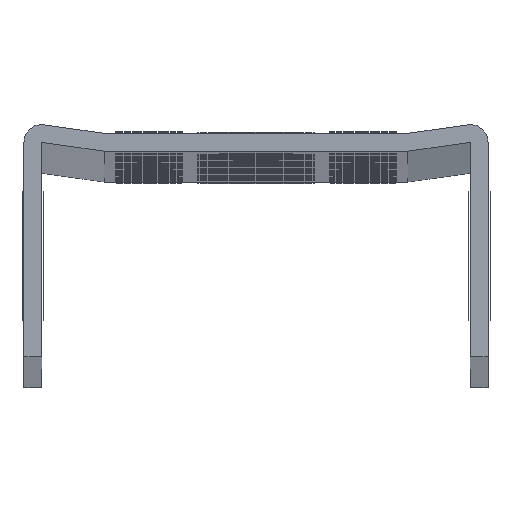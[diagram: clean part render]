
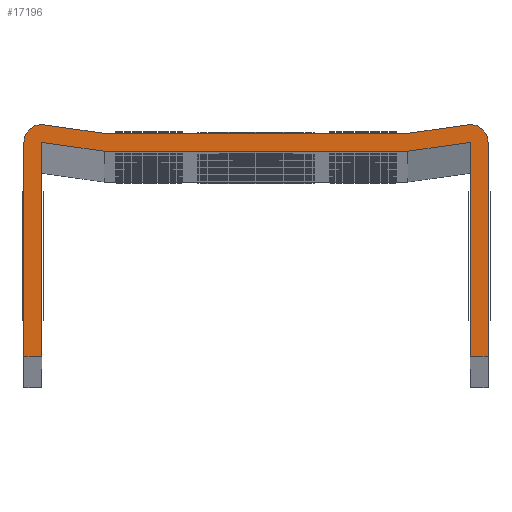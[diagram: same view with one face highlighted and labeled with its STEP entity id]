
A CAD part, top view. The second image highlights one B-rep face of the part: STEP entity #17196.
In plain terms, the highlighted planar face has unit normal (0, 0, 1).
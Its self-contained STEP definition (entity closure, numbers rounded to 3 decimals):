
#1997=PLANE('',#17876);
#2672=FACE_OUTER_BOUND('',#3348,.T.);
#3348=EDGE_LOOP('',(#14476,#14477,#14478,#14479,#14480,#14481,#14482,#14483,
#14484,#14485,#14486,#14487,#14488,#14489));
#4024=LINE('',#23132,#6438);
#4027=LINE('',#23138,#6441);
#4028=LINE('',#23140,#6442);
#4029=LINE('',#23142,#6443);
#4030=LINE('',#23146,#6444);
#4031=LINE('',#23148,#6445);
#4032=LINE('',#23150,#6446);
#4033=LINE('',#23152,#6447);
#4034=LINE('',#23154,#6448);
#4035=LINE('',#23156,#6449);
#4036=LINE('',#23158,#6450);
#4037=LINE('',#23159,#6451);
#6438=VECTOR('',#18828,1.);
#6441=VECTOR('',#18833,1.);
#6442=VECTOR('',#18834,1.);
#6443=VECTOR('',#18835,1.);
#6444=VECTOR('',#18838,1.);
#6445=VECTOR('',#18839,1.);
#6446=VECTOR('',#18840,1.);
#6447=VECTOR('',#18841,1.);
#6448=VECTOR('',#18842,1.);
#6449=VECTOR('',#18843,1.);
#6450=VECTOR('',#18844,1.);
#6451=VECTOR('',#18845,1.);
#8850=CIRCLE('',#17873,2.);
#8852=CIRCLE('',#17877,2.);
#9118=VERTEX_POINT('',#23122);
#9119=VERTEX_POINT('',#23123);
#9122=VERTEX_POINT('',#23131);
#9124=VERTEX_POINT('',#23137);
#9125=VERTEX_POINT('',#23139);
#9126=VERTEX_POINT('',#23141);
#9127=VERTEX_POINT('',#23143);
#9128=VERTEX_POINT('',#23145);
#9129=VERTEX_POINT('',#23147);
#9130=VERTEX_POINT('',#23149);
#9131=VERTEX_POINT('',#23151);
#9132=VERTEX_POINT('',#23153);
#9133=VERTEX_POINT('',#23155);
#9134=VERTEX_POINT('',#23157);
#11786=EDGE_CURVE('',#9118,#9119,#8850,.T.);
#11790=EDGE_CURVE('',#9122,#9119,#4024,.T.);
#11793=EDGE_CURVE('',#9118,#9124,#4027,.T.);
#11794=EDGE_CURVE('',#9124,#9125,#4028,.T.);
#11795=EDGE_CURVE('',#9125,#9126,#4029,.T.);
#11796=EDGE_CURVE('',#9127,#9126,#8852,.T.);
#11797=EDGE_CURVE('',#9127,#9128,#4030,.T.);
#11798=EDGE_CURVE('',#9128,#9129,#4031,.T.);
#11799=EDGE_CURVE('',#9130,#9129,#4032,.T.);
#11800=EDGE_CURVE('',#9130,#9131,#4033,.T.);
#11801=EDGE_CURVE('',#9131,#9132,#4034,.T.);
#11802=EDGE_CURVE('',#9132,#9133,#4035,.T.);
#11803=EDGE_CURVE('',#9133,#9134,#4036,.T.);
#11804=EDGE_CURVE('',#9134,#9122,#4037,.T.);
#14476=ORIENTED_EDGE('',*,*,#11786,.F.);
#14477=ORIENTED_EDGE('',*,*,#11793,.T.);
#14478=ORIENTED_EDGE('',*,*,#11794,.T.);
#14479=ORIENTED_EDGE('',*,*,#11795,.T.);
#14480=ORIENTED_EDGE('',*,*,#11796,.F.);
#14481=ORIENTED_EDGE('',*,*,#11797,.T.);
#14482=ORIENTED_EDGE('',*,*,#11798,.T.);
#14483=ORIENTED_EDGE('',*,*,#11799,.F.);
#14484=ORIENTED_EDGE('',*,*,#11800,.T.);
#14485=ORIENTED_EDGE('',*,*,#11801,.T.);
#14486=ORIENTED_EDGE('',*,*,#11802,.T.);
#14487=ORIENTED_EDGE('',*,*,#11803,.T.);
#14488=ORIENTED_EDGE('',*,*,#11804,.T.);
#14489=ORIENTED_EDGE('',*,*,#11790,.T.);
#17196=ADVANCED_FACE('',(#2672),#1997,.T.);
#17873=AXIS2_PLACEMENT_3D('',#23124,#18820,#18821);
#17876=AXIS2_PLACEMENT_3D('',#23136,#18831,#18832);
#17877=AXIS2_PLACEMENT_3D('',#23144,#18836,#18837);
#18820=DIRECTION('center_axis',(0.,0.,-1.));
#18821=DIRECTION('ref_axis',(0.707,0.707,0.));
#18828=DIRECTION('',(0.,1.,0.));
#18831=DIRECTION('center_axis',(0.,0.,1.));
#18832=DIRECTION('ref_axis',(1.,0.,0.));
#18833=DIRECTION('',(-0.99,-0.141,0.));
#18834=DIRECTION('',(-1.,0.,0.));
#18835=DIRECTION('',(-0.99,0.141,0.));
#18836=DIRECTION('center_axis',(0.,0.,-1.));
#18837=DIRECTION('ref_axis',(-0.707,0.707,0.));
#18838=DIRECTION('',(0.,-1.,0.));
#18839=DIRECTION('',(1.,0.,0.));
#18840=DIRECTION('',(0.,-1.,0.));
#18841=DIRECTION('',(0.99,-0.141,0.));
#18842=DIRECTION('',(1.,0.,0.));
#18843=DIRECTION('',(0.99,0.141,0.));
#18844=DIRECTION('',(0.,-1.,0.));
#18845=DIRECTION('',(1.,0.,0.));
#23122=CARTESIAN_POINT('',(52.256,29.234,1980.));
#23123=CARTESIAN_POINT('',(54.256,27.234,1980.));
#23124=CARTESIAN_POINT('Origin',(52.256,27.234,1980.));
#23131=CARTESIAN_POINT('',(54.256,3.234,1980.));
#23132=CARTESIAN_POINT('',(54.256,29.234,1980.));
#23136=CARTESIAN_POINT('Origin',(28.256,25.234,1980.));
#23137=CARTESIAN_POINT('',(45.256,28.234,1980.));
#23138=CARTESIAN_POINT('',(52.256,29.234,1980.));
#23139=CARTESIAN_POINT('',(11.256,28.234,1980.));
#23140=CARTESIAN_POINT('',(16.256,28.234,1980.));
#23141=CARTESIAN_POINT('',(4.256,29.234,1980.));
#23142=CARTESIAN_POINT('',(4.256,29.234,1980.));
#23143=CARTESIAN_POINT('',(2.256,27.234,1980.));
#23144=CARTESIAN_POINT('Origin',(4.256,27.234,1980.));
#23145=CARTESIAN_POINT('',(2.256,3.234,1980.));
#23146=CARTESIAN_POINT('',(2.256,29.234,1980.));
#23147=CARTESIAN_POINT('',(4.256,3.234,1980.));
#23148=CARTESIAN_POINT('',(2.256,3.234,1980.));
#23149=CARTESIAN_POINT('',(4.256,27.234,1980.));
#23150=CARTESIAN_POINT('',(4.256,20.734,1980.));
#23151=CARTESIAN_POINT('',(11.256,26.234,1980.));
#23152=CARTESIAN_POINT('',(11.256,26.234,1980.));
#23153=CARTESIAN_POINT('',(45.256,26.234,1980.));
#23154=CARTESIAN_POINT('',(40.256,26.234,1980.));
#23155=CARTESIAN_POINT('',(52.256,27.234,1980.));
#23156=CARTESIAN_POINT('',(45.256,26.234,1980.));
#23157=CARTESIAN_POINT('',(52.256,3.234,1980.));
#23158=CARTESIAN_POINT('',(52.256,20.734,1980.));
#23159=CARTESIAN_POINT('',(54.256,3.234,1980.));
